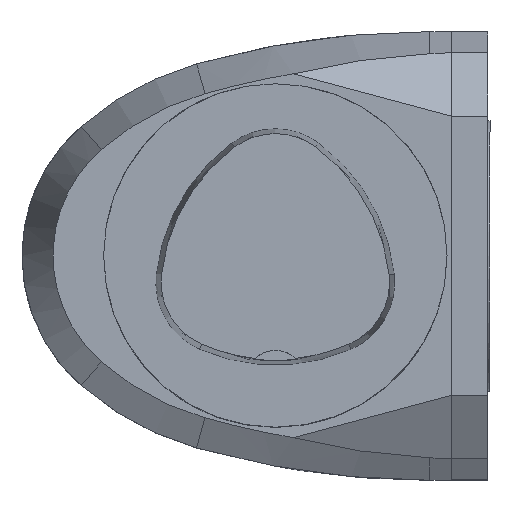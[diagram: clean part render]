
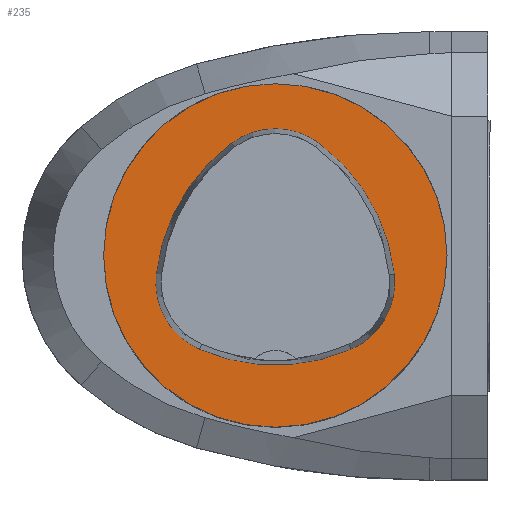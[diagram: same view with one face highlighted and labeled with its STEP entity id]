
A CAD part, top view. The second image highlights one B-rep face of the part: STEP entity #235.
In plain terms, the highlighted planar face has unit normal (0, 0, 1).
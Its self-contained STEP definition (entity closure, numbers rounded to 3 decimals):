
#235=ADVANCED_FACE('',(#361,#362),#287,.T.);
#287=PLANE('',#1427);
#321=CIRCLE('',#1399,40.);
#322=CIRCLE('',#1405,44.);
#324=CIRCLE('',#1408,17.);
#326=CIRCLE('',#1411,44.);
#328=CIRCLE('',#1414,17.);
#332=CIRCLE('',#1419,44.);
#334=CIRCLE('',#1422,17.);
#361=FACE_BOUND('',#431,.T.);
#362=FACE_BOUND('',#432,.T.);
#431=EDGE_LOOP('',(#741,#742,#743,#744,#745,#746));
#432=EDGE_LOOP('',(#747));
#741=ORIENTED_EDGE('',*,*,#1093,.T.);
#742=ORIENTED_EDGE('',*,*,#1073,.T.);
#743=ORIENTED_EDGE('',*,*,#1077,.T.);
#744=ORIENTED_EDGE('',*,*,#1080,.T.);
#745=ORIENTED_EDGE('',*,*,#1083,.T.);
#746=ORIENTED_EDGE('',*,*,#1091,.T.);
#747=ORIENTED_EDGE('',*,*,#1064,.F.);
#905=VERTEX_POINT('',#2383);
#914=VERTEX_POINT('',#2402);
#915=VERTEX_POINT('',#2403);
#918=VERTEX_POINT('',#2411);
#920=VERTEX_POINT('',#2417);
#922=VERTEX_POINT('',#2423);
#929=VERTEX_POINT('',#2444);
#1064=EDGE_CURVE('',#905,#905,#321,.T.);
#1073=EDGE_CURVE('',#914,#915,#322,.T.);
#1077=EDGE_CURVE('',#915,#918,#324,.T.);
#1080=EDGE_CURVE('',#918,#920,#326,.T.);
#1083=EDGE_CURVE('',#920,#922,#328,.T.);
#1091=EDGE_CURVE('',#922,#929,#332,.T.);
#1093=EDGE_CURVE('',#929,#914,#334,.T.);
#1399=AXIS2_PLACEMENT_3D('',#2382,#1649,#1650);
#1405=AXIS2_PLACEMENT_3D('',#2401,#1665,#1666);
#1408=AXIS2_PLACEMENT_3D('',#2410,#1673,#1674);
#1411=AXIS2_PLACEMENT_3D('',#2416,#1680,#1681);
#1414=AXIS2_PLACEMENT_3D('',#2422,#1687,#1688);
#1419=AXIS2_PLACEMENT_3D('',#2445,#1699,#1700);
#1422=AXIS2_PLACEMENT_3D('',#2448,#1705,#1706);
#1427=AXIS2_PLACEMENT_3D('',#2453,#1715,#1716);
#1649=DIRECTION('',(0.,0.,-1.));
#1650=DIRECTION('',(-1.,0.,0.));
#1665=DIRECTION('',(0.,0.,-1.));
#1666=DIRECTION('',(-1.,0.,0.));
#1673=DIRECTION('',(0.,0.,-1.));
#1674=DIRECTION('',(-1.,0.,0.));
#1680=DIRECTION('',(0.,0.,-1.));
#1681=DIRECTION('',(-1.,0.,0.));
#1687=DIRECTION('',(0.,0.,-1.));
#1688=DIRECTION('',(-1.,0.,0.));
#1699=DIRECTION('',(0.,0.,-1.));
#1700=DIRECTION('',(-1.,0.,0.));
#1705=DIRECTION('',(0.,0.,-1.));
#1706=DIRECTION('',(-1.,0.,0.));
#1715=DIRECTION('',(0.,0.,1.));
#1716=DIRECTION('',(-1.,0.,0.));
#2382=CARTESIAN_POINT('',(0.,0.,0.));
#2383=CARTESIAN_POINT('',(-40.,0.,0.));
#2401=CARTESIAN_POINT('',(16.01,-9.224,0.));
#2402=CARTESIAN_POINT('',(-27.722,-4.378,0.));
#2403=CARTESIAN_POINT('',(-10.119,26.178,0.));
#2410=CARTESIAN_POINT('',(-0.023,12.5,0.));
#2411=CARTESIAN_POINT('',(10.049,26.194,0.));
#2416=CARTESIAN_POINT('',(-16.021,-9.25,0.));
#2417=CARTESIAN_POINT('',(27.71,-4.394,0.));
#2422=CARTESIAN_POINT('',(10.814,-6.27,0.));
#2423=CARTESIAN_POINT('',(17.611,-21.852,0.));
#2444=CARTESIAN_POINT('',(-17.652,-21.819,0.));
#2445=CARTESIAN_POINT('',(0.017,18.477,0.));
#2448=CARTESIAN_POINT('',(-10.825,-6.25,0.));
#2453=CARTESIAN_POINT('',(0.,0.,0.));
